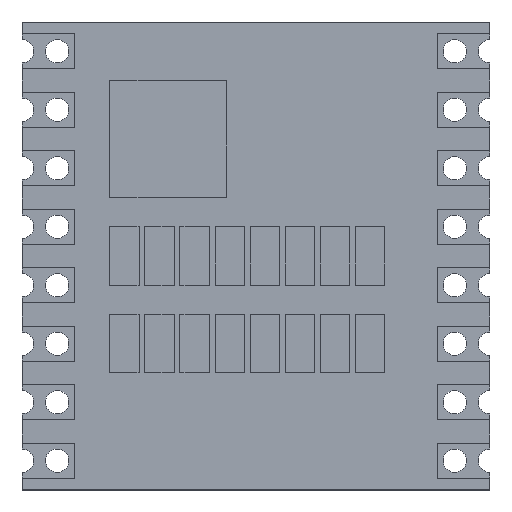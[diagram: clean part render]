
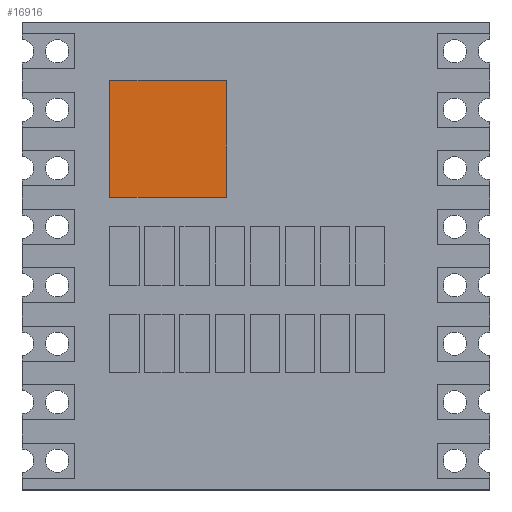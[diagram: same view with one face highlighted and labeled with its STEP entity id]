
A CAD part, top view. The second image highlights one B-rep face of the part: STEP entity #16916.
In plain terms, the highlighted planar face has unit normal (0, 0, 1).
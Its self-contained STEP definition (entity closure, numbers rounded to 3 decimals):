
#3881 = PLANE('',#3882);
#3882 = AXIS2_PLACEMENT_3D('',#3883,#3884,#3885);
#3883 = CARTESIAN_POINT('',(3.,10.,1.));
#3884 = DIRECTION('',(1.,0.,0.));
#3885 = DIRECTION('',(0.,0.,1.));
#3909 = PLANE('',#3910);
#3910 = AXIS2_PLACEMENT_3D('',#3911,#3912,#3913);
#3911 = CARTESIAN_POINT('',(3.,14.,1.));
#3912 = DIRECTION('',(0.,1.,0.));
#3913 = DIRECTION('',(0.,0.,1.));
#3937 = PLANE('',#3938);
#3938 = AXIS2_PLACEMENT_3D('',#3939,#3940,#3941);
#3939 = CARTESIAN_POINT('',(7.,10.,1.));
#3940 = DIRECTION('',(1.,0.,0.));
#3941 = DIRECTION('',(0.,0.,1.));
#3963 = PLANE('',#3964);
#3964 = AXIS2_PLACEMENT_3D('',#3965,#3966,#3967);
#3965 = CARTESIAN_POINT('',(3.,10.,1.));
#3966 = DIRECTION('',(0.,1.,0.));
#3967 = DIRECTION('',(0.,0.,1.));
#13322 = VERTEX_POINT('',#13323);
#13323 = CARTESIAN_POINT('',(3.,10.,1.8));
#13346 = VERTEX_POINT('',#13347);
#13347 = CARTESIAN_POINT('',(3.,14.,1.8));
#13368 = EDGE_CURVE('',#13322,#13346,#13369,.T.);
#13369 = SURFACE_CURVE('',#13370,(#13374,#13381),.PCURVE_S1.);
#13370 = LINE('',#13371,#13372);
#13371 = CARTESIAN_POINT('',(3.,10.,1.8));
#13372 = VECTOR('',#13373,1.);
#13373 = DIRECTION('',(0.,1.,0.));
#13374 = PCURVE('',#3881,#13375);
#13375 = DEFINITIONAL_REPRESENTATION('',(#13376),#13380);
#13376 = LINE('',#13377,#13378);
#13377 = CARTESIAN_POINT('',(0.8,0.));
#13378 = VECTOR('',#13379,1.);
#13379 = DIRECTION('',(0.,-1.));
#13380 = ( GEOMETRIC_REPRESENTATION_CONTEXT(2) 
PARAMETRIC_REPRESENTATION_CONTEXT() REPRESENTATION_CONTEXT('2D SPACE',''
  ) );
#13381 = PCURVE('',#13382,#13387);
#13382 = PLANE('',#13383);
#13383 = AXIS2_PLACEMENT_3D('',#13384,#13385,#13386);
#13384 = CARTESIAN_POINT('',(3.,10.,1.8));
#13385 = DIRECTION('',(0.,0.,1.));
#13386 = DIRECTION('',(1.,0.,0.));
#13387 = DEFINITIONAL_REPRESENTATION('',(#13388),#13392);
#13388 = LINE('',#13389,#13390);
#13389 = CARTESIAN_POINT('',(0.,0.));
#13390 = VECTOR('',#13391,1.);
#13391 = DIRECTION('',(0.,1.));
#13392 = ( GEOMETRIC_REPRESENTATION_CONTEXT(2) 
PARAMETRIC_REPRESENTATION_CONTEXT() REPRESENTATION_CONTEXT('2D SPACE',''
  ) );
#13399 = EDGE_CURVE('',#13322,#13400,#13402,.T.);
#13400 = VERTEX_POINT('',#13401);
#13401 = CARTESIAN_POINT('',(7.,10.,1.8));
#13402 = SURFACE_CURVE('',#13403,(#13407,#13414),.PCURVE_S1.);
#13403 = LINE('',#13404,#13405);
#13404 = CARTESIAN_POINT('',(3.,10.,1.8));
#13405 = VECTOR('',#13406,1.);
#13406 = DIRECTION('',(1.,0.,0.));
#13407 = PCURVE('',#3963,#13408);
#13408 = DEFINITIONAL_REPRESENTATION('',(#13409),#13413);
#13409 = LINE('',#13410,#13411);
#13410 = CARTESIAN_POINT('',(0.8,0.));
#13411 = VECTOR('',#13412,1.);
#13412 = DIRECTION('',(0.,1.));
#13413 = ( GEOMETRIC_REPRESENTATION_CONTEXT(2) 
PARAMETRIC_REPRESENTATION_CONTEXT() REPRESENTATION_CONTEXT('2D SPACE',''
  ) );
#13414 = PCURVE('',#13382,#13415);
#13415 = DEFINITIONAL_REPRESENTATION('',(#13416),#13420);
#13416 = LINE('',#13417,#13418);
#13417 = CARTESIAN_POINT('',(0.,0.));
#13418 = VECTOR('',#13419,1.);
#13419 = DIRECTION('',(1.,0.));
#13420 = ( GEOMETRIC_REPRESENTATION_CONTEXT(2) 
PARAMETRIC_REPRESENTATION_CONTEXT() REPRESENTATION_CONTEXT('2D SPACE',''
  ) );
#13449 = VERTEX_POINT('',#13450);
#13450 = CARTESIAN_POINT('',(7.,14.,1.8));
#13471 = EDGE_CURVE('',#13400,#13449,#13472,.T.);
#13472 = SURFACE_CURVE('',#13473,(#13477,#13484),.PCURVE_S1.);
#13473 = LINE('',#13474,#13475);
#13474 = CARTESIAN_POINT('',(7.,10.,1.8));
#13475 = VECTOR('',#13476,1.);
#13476 = DIRECTION('',(0.,1.,0.));
#13477 = PCURVE('',#3937,#13478);
#13478 = DEFINITIONAL_REPRESENTATION('',(#13479),#13483);
#13479 = LINE('',#13480,#13481);
#13480 = CARTESIAN_POINT('',(0.8,0.));
#13481 = VECTOR('',#13482,1.);
#13482 = DIRECTION('',(0.,-1.));
#13483 = ( GEOMETRIC_REPRESENTATION_CONTEXT(2) 
PARAMETRIC_REPRESENTATION_CONTEXT() REPRESENTATION_CONTEXT('2D SPACE',''
  ) );
#13484 = PCURVE('',#13382,#13485);
#13485 = DEFINITIONAL_REPRESENTATION('',(#13486),#13490);
#13486 = LINE('',#13487,#13488);
#13487 = CARTESIAN_POINT('',(4.,0.));
#13488 = VECTOR('',#13489,1.);
#13489 = DIRECTION('',(0.,1.));
#13490 = ( GEOMETRIC_REPRESENTATION_CONTEXT(2) 
PARAMETRIC_REPRESENTATION_CONTEXT() REPRESENTATION_CONTEXT('2D SPACE',''
  ) );
#13497 = EDGE_CURVE('',#13346,#13449,#13498,.T.);
#13498 = SURFACE_CURVE('',#13499,(#13503,#13510),.PCURVE_S1.);
#13499 = LINE('',#13500,#13501);
#13500 = CARTESIAN_POINT('',(3.,14.,1.8));
#13501 = VECTOR('',#13502,1.);
#13502 = DIRECTION('',(1.,0.,0.));
#13503 = PCURVE('',#3909,#13504);
#13504 = DEFINITIONAL_REPRESENTATION('',(#13505),#13509);
#13505 = LINE('',#13506,#13507);
#13506 = CARTESIAN_POINT('',(0.8,0.));
#13507 = VECTOR('',#13508,1.);
#13508 = DIRECTION('',(0.,1.));
#13509 = ( GEOMETRIC_REPRESENTATION_CONTEXT(2) 
PARAMETRIC_REPRESENTATION_CONTEXT() REPRESENTATION_CONTEXT('2D SPACE',''
  ) );
#13510 = PCURVE('',#13382,#13511);
#13511 = DEFINITIONAL_REPRESENTATION('',(#13512),#13516);
#13512 = LINE('',#13513,#13514);
#13513 = CARTESIAN_POINT('',(0.,4.));
#13514 = VECTOR('',#13515,1.);
#13515 = DIRECTION('',(1.,0.));
#13516 = ( GEOMETRIC_REPRESENTATION_CONTEXT(2) 
PARAMETRIC_REPRESENTATION_CONTEXT() REPRESENTATION_CONTEXT('2D SPACE',''
  ) );
#16916 = ADVANCED_FACE('',(#16917),#13382,.T.);
#16917 = FACE_BOUND('',#16918,.T.);
#16918 = EDGE_LOOP('',(#16919,#16920,#16921,#16922));
#16919 = ORIENTED_EDGE('',*,*,#13368,.F.);
#16920 = ORIENTED_EDGE('',*,*,#13399,.T.);
#16921 = ORIENTED_EDGE('',*,*,#13471,.T.);
#16922 = ORIENTED_EDGE('',*,*,#13497,.F.);
